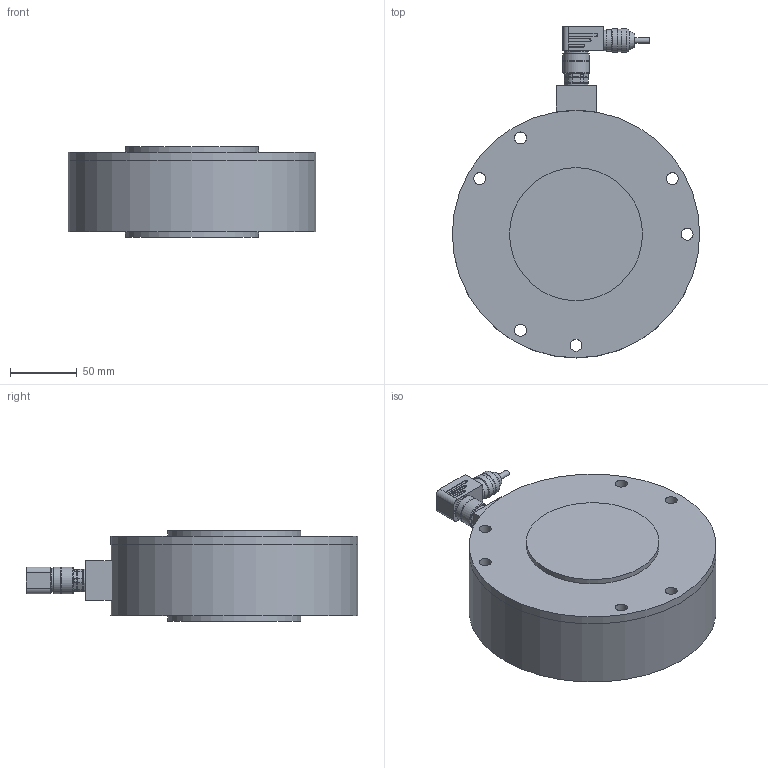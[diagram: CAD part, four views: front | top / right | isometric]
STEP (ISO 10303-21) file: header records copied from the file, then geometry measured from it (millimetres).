
FILE_DESCRIPTION (( 'STEP AP214' ), '1' );
FILE_NAME ('a_BZA3-40-500N...3000N-S1 STEP.STEP', '2024-10-18T08:05:00', ( '' ), ( '' ), 'SwSTEP 2.0', 'SolidWorks 2023', '' );
FILE_SCHEMA (( 'AUTOMOTIVE_DESIGN' ));
Length unit declared in the file: millimetre
Products named in the file (1): a_BZA3-40-500N...3000N-S1 STEP
Bounding box: 186 x 249.52 x 68 mm (x, y, z)
Volume: 1386081.9 mm3; surface area: 247933.1 mm2
Topology: 8 solids, 9 shells, 307 faces, 715 edges, 462 vertices
Faces by surface type: cylinder 132, plane 131, cone 31, torus 9, bspline 4
Full cylindrical faces by diameter (mm): 1 x12, 1.5 x4, 3.4 x4, 4.2 x1, 4.5 x1, 6 x1, 8 x1, 8.375 x1, 9 x12, 9.95 x1, 10.4 x1, 12 x2, 13.5 x2, 14.5 x1, 15 x1, 15.75 x1, 16 x2, 16.7 x1, 17 x1, 18 x3, 18.2 x1, 20 x2, 24 x1, 52 x1, 62 x1, 80 x3, 83 x2, 100 x2, 150 x3, 186 x2
Entity records: 8232 total; most frequent: CARTESIAN_POINT 1525, DIRECTION 1451, ORIENTED_EDGE 1150, AXIS2_PLACEMENT_3D 606, EDGE_CURVE 575, EDGE_LOOP 485, VERTEX_POINT 426, FACE_OUTER_BOUND 383
